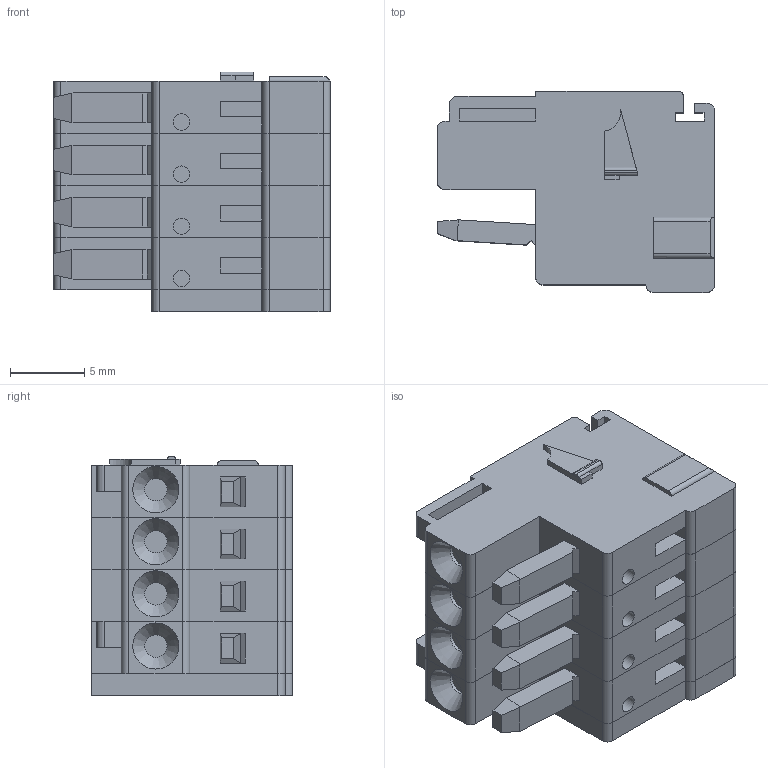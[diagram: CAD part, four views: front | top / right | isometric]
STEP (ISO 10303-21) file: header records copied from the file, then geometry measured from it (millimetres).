
FILE_DESCRIPTION(/* description */ ('Unknown'),/* implementation_level */ '2;1');
FILE_NAME(/* name */ 'MC700-35004..D-20230306',/* time_stamp */ '2023-03-07T15:19:41+08:00',/* author */ ('Unknown'),/* organization */ ('Unknown'),/* preprocessor_version */ 'ST-DEVELOPER v16.7',/* originating_system */ 'DEX',/* authorisation */ $);
FILE_SCHEMA (('AUTOMOTIVE_DESIGN {1 0 10303 214 3 1 1}'));
Length unit declared in the file: millimetre
Products named in the file (1): MC700-35004..D-20230306
Bounding box: 18.6 x 13.5 x 16.1 mm (x, y, z)
Volume: 2636.4 mm3; surface area: 2775.2 mm2
Topology: 2 solids, 2 shells, 364 faces, 982 edges, 643 vertices
Faces by surface type: plane 297, cylinder 51, bspline 12, cone 4
Full cylindrical faces by diameter (mm): 1.1 x4, 1.5 x4
Entity records: 11869 total; most frequent: CARTESIAN_POINT 2742, ORIENTED_EDGE 1940, DIRECTION 1752, EDGE_CURVE 970, LINE 822, VECTOR 822, VERTEX_POINT 643, AXIS2_PLACEMENT_3D 465
